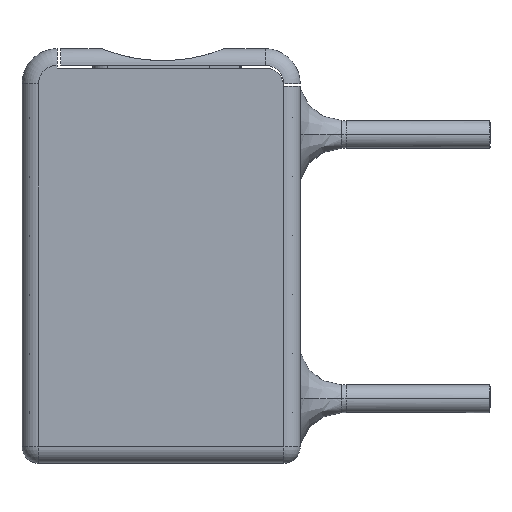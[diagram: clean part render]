
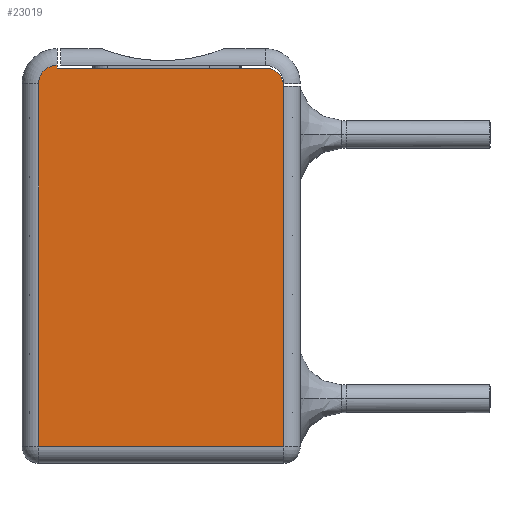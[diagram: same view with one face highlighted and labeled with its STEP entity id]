
A CAD part, left-side view. The second image highlights one B-rep face of the part: STEP entity #23019.
In plain terms, the highlighted planar face has unit normal (-1, 0, 0).
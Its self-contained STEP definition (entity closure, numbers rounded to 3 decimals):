
#840 = ORIENTED_EDGE ( 'NONE', *, *, #15424, .T. ) ;
#1062 = CARTESIAN_POINT ( 'NONE',  ( -276.3, 151., -186.5 ) ) ;
#1072 = VERTEX_POINT ( 'NONE', #20562 ) ;
#1514 = ORIENTED_EDGE ( 'NONE', *, *, #11186, .T. ) ;
#2245 = CIRCLE ( 'NONE', #9561, 20. ) ;
#3296 = VECTOR ( 'NONE', #7110, 1000. ) ;
#3965 = CARTESIAN_POINT ( 'NONE',  ( -276.3, 38., 224.5 ) ) ;
#4487 = VECTOR ( 'NONE', #36838, 1000. ) ;
#5037 = VERTEX_POINT ( 'NONE', #43131 ) ;
#5891 = CARTESIAN_POINT ( 'NONE',  ( -276.3, 264., 11.5 ) ) ;
#6582 = DIRECTION ( 'NONE',  ( 0., 0., -1. ) ) ;
#7110 = DIRECTION ( 'NONE',  ( 0., 0., -1. ) ) ;
#7240 = VECTOR ( 'NONE', #43971, 1000. ) ;
#8977 = LINE ( 'NONE', #37755, #20241 ) ;
#9561 = AXIS2_PLACEMENT_3D ( 'NONE', #37647, #41349, #26974 ) ;
#9829 = DIRECTION ( 'NONE',  ( -1., 0., 0. ) ) ;
#10060 = FACE_OUTER_BOUND ( 'NONE', #35074, .T. ) ;
#10597 = CARTESIAN_POINT ( 'NONE',  ( -276.3, 18., -204.5 ) ) ;
#11186 = EDGE_CURVE ( 'NONE', #28322, #1072, #40707, .T. ) ;
#12811 = CARTESIAN_POINT ( 'NONE',  ( -276.3, 18., -186.5 ) ) ;
#13472 = ORIENTED_EDGE ( 'NONE', *, *, #43307, .F. ) ;
#14248 = CARTESIAN_POINT ( 'NONE',  ( -276.3, 151., 11.5 ) ) ;
#15424 = EDGE_CURVE ( 'NONE', #40680, #37928, #33618, .T. ) ;
#15976 = EDGE_CURVE ( 'NONE', #1072, #5037, #18642, .T. ) ;
#17147 = DIRECTION ( 'NONE',  ( 0., 0., 1. ) ) ;
#17289 = DIRECTION ( 'NONE',  ( 1., 0., 0. ) ) ;
#17364 = VECTOR ( 'NONE', #17147, 1000. ) ;
#18110 = CARTESIAN_POINT ( 'NONE',  ( -276.3, 284., -186.5 ) ) ;
#18642 = CIRCLE ( 'NONE', #40119, 20. ) ;
#20173 = LINE ( 'NONE', #38472, #17364 ) ;
#20241 = VECTOR ( 'NONE', #44500, 1000. ) ;
#20562 = CARTESIAN_POINT ( 'NONE',  ( -276.3, 264., 227.5 ) ) ;
#23019 = ADVANCED_FACE ( 'NONE', ( #10060 ), #31672, .F. ) ;
#23271 = EDGE_CURVE ( 'NONE', #23786, #39281, #2245, .T. ) ;
#23786 = VERTEX_POINT ( 'NONE', #35483 ) ;
#23995 = DIRECTION ( 'NONE',  ( 0., 0., -1. ) ) ;
#26719 = AXIS2_PLACEMENT_3D ( 'NONE', #14248, #17289, #6582 ) ;
#26974 = DIRECTION ( 'NONE',  ( 0., 0., -1. ) ) ;
#27025 = EDGE_CURVE ( 'NONE', #39281, #28322, #8977, .T. ) ;
#28322 = VERTEX_POINT ( 'NONE', #41319 ) ;
#31529 = LINE ( 'NONE', #10597, #3296 ) ;
#31672 = PLANE ( 'NONE',  #26719 ) ;
#32754 = ORIENTED_EDGE ( 'NONE', *, *, #27025, .T. ) ;
#33491 = ORIENTED_EDGE ( 'NONE', *, *, #23271, .T. ) ;
#33618 = LINE ( 'NONE', #1062, #4487 ) ;
#35074 = EDGE_LOOP ( 'NONE', ( #13472, #33491, #32754, #1514, #45740, #44555, #840 ) ) ;
#35348 = EDGE_CURVE ( 'NONE', #40680, #5037, #20173, .T. ) ;
#35483 = CARTESIAN_POINT ( 'NONE',  ( -276.3, 18., 204.5 ) ) ;
#36838 = DIRECTION ( 'NONE',  ( 0., -1., 0. ) ) ;
#37647 = CARTESIAN_POINT ( 'NONE',  ( -276.3, 38., 204.5 ) ) ;
#37755 = CARTESIAN_POINT ( 'NONE',  ( -276.3, 151., 224.5 ) ) ;
#37928 = VERTEX_POINT ( 'NONE', #12811 ) ;
#38472 = CARTESIAN_POINT ( 'NONE',  ( -276.3, 284., -204.5 ) ) ;
#39281 = VERTEX_POINT ( 'NONE', #3965 ) ;
#40119 = AXIS2_PLACEMENT_3D ( 'NONE', #41868, #9829, #23995 ) ;
#40680 = VERTEX_POINT ( 'NONE', #18110 ) ;
#40707 = LINE ( 'NONE', #5891, #7240 ) ;
#41319 = CARTESIAN_POINT ( 'NONE',  ( -276.3, 264., 224.5 ) ) ;
#41349 = DIRECTION ( 'NONE',  ( -1., 0., 0. ) ) ;
#41868 = CARTESIAN_POINT ( 'NONE',  ( -276.3, 264., 207.5 ) ) ;
#43131 = CARTESIAN_POINT ( 'NONE',  ( -276.3, 284., 207.5 ) ) ;
#43307 = EDGE_CURVE ( 'NONE', #23786, #37928, #31529, .T. ) ;
#43971 = DIRECTION ( 'NONE',  ( 0., 0., 1. ) ) ;
#44500 = DIRECTION ( 'NONE',  ( 0., 1., 0. ) ) ;
#44555 = ORIENTED_EDGE ( 'NONE', *, *, #35348, .F. ) ;
#45740 = ORIENTED_EDGE ( 'NONE', *, *, #15976, .T. ) ;
